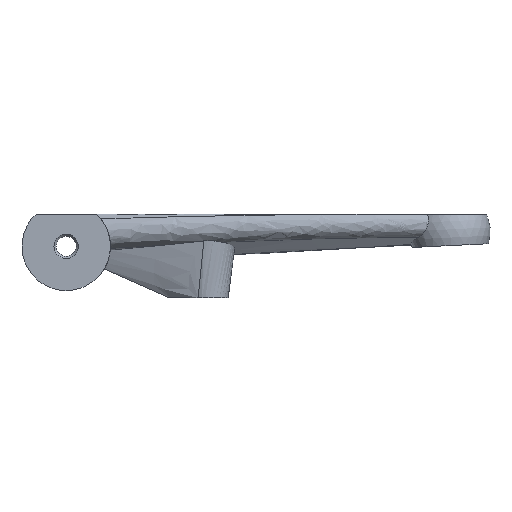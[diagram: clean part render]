
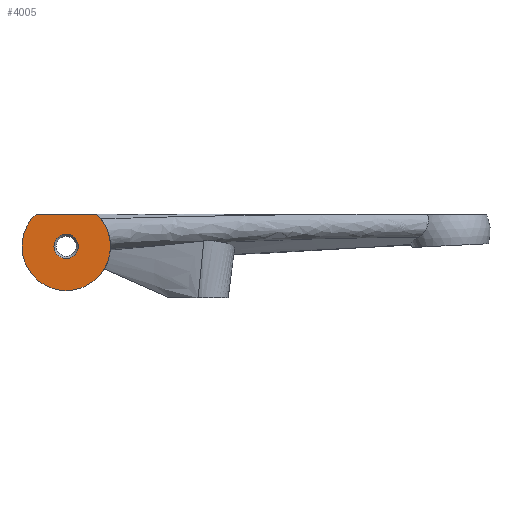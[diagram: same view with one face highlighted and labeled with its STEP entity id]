
A CAD part, front view. The second image highlights one B-rep face of the part: STEP entity #4005.
In plain terms, the highlighted planar face has unit normal (0, -1, 0).
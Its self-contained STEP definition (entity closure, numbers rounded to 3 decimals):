
#132 = CYLINDRICAL_SURFACE('',#133,6.);
#133 = AXIS2_PLACEMENT_3D('',#134,#135,#136);
#134 = CARTESIAN_POINT('',(12.,-268.05,33.));
#135 = DIRECTION('',(0.,1.,0.));
#136 = DIRECTION('',(1.,0.,0.));
#493 = PLANE('',#494);
#494 = AXIS2_PLACEMENT_3D('',#495,#496,#497);
#495 = CARTESIAN_POINT('',(7.184,-265.,37.39));
#496 = DIRECTION('',(0.001,0.,1.
    ));
#497 = DIRECTION('',(1.,0.,
    -0.001));
#1384 = VERTEX_POINT('',#1385);
#1385 = CARTESIAN_POINT('',(7.909,-282.95,37.389));
#1408 = EDGE_CURVE('',#1384,#1409,#1411,.T.);
#1409 = VERTEX_POINT('',#1410);
#1410 = CARTESIAN_POINT('',(16.104,-282.95,37.377));
#1411 = SURFACE_CURVE('',#1412,(#1416,#1423),.PCURVE_S1.);
#1412 = LINE('',#1413,#1414);
#1413 = CARTESIAN_POINT('',(9.595,-282.95,37.386));
#1414 = VECTOR('',#1415,1.);
#1415 = DIRECTION('',(1.,0.,-0.001));
#1416 = PCURVE('',#493,#1417);
#1417 = DEFINITIONAL_REPRESENTATION('',(#1418),#1422);
#1418 = LINE('',#1419,#1420);
#1419 = CARTESIAN_POINT('',(2.411,-17.95));
#1420 = VECTOR('',#1421,1.);
#1421 = DIRECTION('',(1.,0.));
#1422 = ( GEOMETRIC_REPRESENTATION_CONTEXT(2) 
PARAMETRIC_REPRESENTATION_CONTEXT() REPRESENTATION_CONTEXT('2D SPACE',''
  ) );
#1423 = PCURVE('',#1424,#1429);
#1424 = PLANE('',#1425);
#1425 = AXIS2_PLACEMENT_3D('',#1426,#1427,#1428);
#1426 = CARTESIAN_POINT('',(12.,-282.95,33.));
#1427 = DIRECTION('',(0.,1.,0.));
#1428 = DIRECTION('',(0.,0.,1.));
#1429 = DEFINITIONAL_REPRESENTATION('',(#1430),#1434);
#1430 = LINE('',#1431,#1432);
#1431 = CARTESIAN_POINT('',(4.386,-2.405));
#1432 = VECTOR('',#1433,1.);
#1433 = DIRECTION('',(-0.001,1.));
#1434 = ( GEOMETRIC_REPRESENTATION_CONTEXT(2) 
PARAMETRIC_REPRESENTATION_CONTEXT() REPRESENTATION_CONTEXT('2D SPACE',''
  ) );
#2629 = EDGE_CURVE('',#1384,#2630,#2632,.T.);
#2630 = VERTEX_POINT('',#2631);
#2631 = CARTESIAN_POINT('',(18.,-282.95,33.));
#2632 = SURFACE_CURVE('',#2633,(#2638,#2645),.PCURVE_S1.);
#2633 = CIRCLE('',#2634,6.);
#2634 = AXIS2_PLACEMENT_3D('',#2635,#2636,#2637);
#2635 = CARTESIAN_POINT('',(12.,-282.95,33.));
#2636 = DIRECTION('',(0.,-1.,0.));
#2637 = DIRECTION('',(1.,0.,0.));
#2638 = PCURVE('',#132,#2639);
#2639 = DEFINITIONAL_REPRESENTATION('',(#2640),#2644);
#2640 = LINE('',#2641,#2642);
#2641 = CARTESIAN_POINT('',(-0.,-14.9));
#2642 = VECTOR('',#2643,1.);
#2643 = DIRECTION('',(-1.,0.));
#2644 = ( GEOMETRIC_REPRESENTATION_CONTEXT(2) 
PARAMETRIC_REPRESENTATION_CONTEXT() REPRESENTATION_CONTEXT('2D SPACE',''
  ) );
#2645 = PCURVE('',#1424,#2646);
#2646 = DEFINITIONAL_REPRESENTATION('',(#2647),#2655);
#2647 = ( BOUNDED_CURVE() B_SPLINE_CURVE(2,(#2648,#2649,#2650,#2651,
#2652,#2653,#2654),.UNSPECIFIED.,.T.,.F.) B_SPLINE_CURVE_WITH_KNOTS((1,2
    ,2,2,2,1),(-2.094,0.,2.094,4.189,
6.283,8.378),.UNSPECIFIED.) CURVE() 
GEOMETRIC_REPRESENTATION_ITEM() RATIONAL_B_SPLINE_CURVE((1.,0.5,1.,0.5,
1.,0.5,1.)) REPRESENTATION_ITEM('') );
#2648 = CARTESIAN_POINT('',(0.,6.));
#2649 = CARTESIAN_POINT('',(10.392,6.));
#2650 = CARTESIAN_POINT('',(5.196,-3.));
#2651 = CARTESIAN_POINT('',(0.,-12.));
#2652 = CARTESIAN_POINT('',(-5.196,-3.));
#2653 = CARTESIAN_POINT('',(-10.392,6.));
#2654 = CARTESIAN_POINT('',(0.,6.));
#2655 = ( GEOMETRIC_REPRESENTATION_CONTEXT(2) 
PARAMETRIC_REPRESENTATION_CONTEXT() REPRESENTATION_CONTEXT('2D SPACE',''
  ) );
#2657 = EDGE_CURVE('',#2630,#1409,#2658,.T.);
#2658 = SURFACE_CURVE('',#2659,(#2664,#2671),.PCURVE_S1.);
#2659 = CIRCLE('',#2660,6.);
#2660 = AXIS2_PLACEMENT_3D('',#2661,#2662,#2663);
#2661 = CARTESIAN_POINT('',(12.,-282.95,33.));
#2662 = DIRECTION('',(0.,-1.,0.));
#2663 = DIRECTION('',(1.,0.,0.));
#2664 = PCURVE('',#132,#2665);
#2665 = DEFINITIONAL_REPRESENTATION('',(#2666),#2670);
#2666 = LINE('',#2667,#2668);
#2667 = CARTESIAN_POINT('',(-6.283,-14.9));
#2668 = VECTOR('',#2669,1.);
#2669 = DIRECTION('',(-1.,0.));
#2670 = ( GEOMETRIC_REPRESENTATION_CONTEXT(2) 
PARAMETRIC_REPRESENTATION_CONTEXT() REPRESENTATION_CONTEXT('2D SPACE',''
  ) );
#2671 = PCURVE('',#1424,#2672);
#2672 = DEFINITIONAL_REPRESENTATION('',(#2673),#2681);
#2673 = ( BOUNDED_CURVE() B_SPLINE_CURVE(2,(#2674,#2675,#2676,#2677,
#2678,#2679,#2680),.UNSPECIFIED.,.T.,.F.) B_SPLINE_CURVE_WITH_KNOTS((1,2
    ,2,2,2,1),(-2.094,0.,2.094,4.189,
6.283,8.378),.UNSPECIFIED.) CURVE() 
GEOMETRIC_REPRESENTATION_ITEM() RATIONAL_B_SPLINE_CURVE((1.,0.5,1.,0.5,
1.,0.5,1.)) REPRESENTATION_ITEM('') );
#2674 = CARTESIAN_POINT('',(0.,6.));
#2675 = CARTESIAN_POINT('',(10.392,6.));
#2676 = CARTESIAN_POINT('',(5.196,-3.));
#2677 = CARTESIAN_POINT('',(0.,-12.));
#2678 = CARTESIAN_POINT('',(-5.196,-3.));
#2679 = CARTESIAN_POINT('',(-10.392,6.));
#2680 = CARTESIAN_POINT('',(0.,6.));
#2681 = ( GEOMETRIC_REPRESENTATION_CONTEXT(2) 
PARAMETRIC_REPRESENTATION_CONTEXT() REPRESENTATION_CONTEXT('2D SPACE',''
  ) );
#4005 = ADVANCED_FACE('',(#4006,#4011),#1424,.F.);
#4006 = FACE_BOUND('',#4007,.F.);
#4007 = EDGE_LOOP('',(#4008,#4009,#4010));
#4008 = ORIENTED_EDGE('',*,*,#2657,.F.);
#4009 = ORIENTED_EDGE('',*,*,#2629,.F.);
#4010 = ORIENTED_EDGE('',*,*,#1408,.T.);
#4011 = FACE_BOUND('',#4012,.F.);
#4012 = EDGE_LOOP('',(#4013));
#4013 = ORIENTED_EDGE('',*,*,#4014,.T.);
#4014 = EDGE_CURVE('',#4015,#4015,#4017,.T.);
#4015 = VERTEX_POINT('',#4016);
#4016 = CARTESIAN_POINT('',(13.658,-282.95,33.));
#4017 = SURFACE_CURVE('',#4018,(#4023,#4034),.PCURVE_S1.);
#4018 = CIRCLE('',#4019,1.658);
#4019 = AXIS2_PLACEMENT_3D('',#4020,#4021,#4022);
#4020 = CARTESIAN_POINT('',(12.,-282.95,33.));
#4021 = DIRECTION('',(0.,-1.,0.));
#4022 = DIRECTION('',(1.,0.,0.));
#4023 = PCURVE('',#1424,#4024);
#4024 = DEFINITIONAL_REPRESENTATION('',(#4025),#4033);
#4025 = ( BOUNDED_CURVE() B_SPLINE_CURVE(2,(#4026,#4027,#4028,#4029,
#4030,#4031,#4032),.UNSPECIFIED.,.T.,.F.) B_SPLINE_CURVE_WITH_KNOTS((1,2
    ,2,2,2,1),(-2.094,0.,2.094,4.189,
6.283,8.378),.UNSPECIFIED.) CURVE() 
GEOMETRIC_REPRESENTATION_ITEM() RATIONAL_B_SPLINE_CURVE((1.,0.5,1.,0.5,
1.,0.5,1.)) REPRESENTATION_ITEM('') );
#4026 = CARTESIAN_POINT('',(0.,1.658));
#4027 = CARTESIAN_POINT('',(2.872,1.658));
#4028 = CARTESIAN_POINT('',(1.436,-0.829));
#4029 = CARTESIAN_POINT('',(0.,-3.316));
#4030 = CARTESIAN_POINT('',(-1.436,-0.829));
#4031 = CARTESIAN_POINT('',(-2.872,1.658));
#4032 = CARTESIAN_POINT('',(0.,1.658));
#4033 = ( GEOMETRIC_REPRESENTATION_CONTEXT(2) 
PARAMETRIC_REPRESENTATION_CONTEXT() REPRESENTATION_CONTEXT('2D SPACE',''
  ) );
#4034 = PCURVE('',#4035,#4040);
#4035 = CONICAL_SURFACE('',#4036,1.35,0.698);
#4036 = AXIS2_PLACEMENT_3D('',#4037,#4038,#4039);
#4037 = CARTESIAN_POINT('',(12.,-282.583,33.));
#4038 = DIRECTION('',(0.,-1.,0.));
#4039 = DIRECTION('',(1.,0.,0.));
#4040 = DEFINITIONAL_REPRESENTATION('',(#4041),#4045);
#4041 = LINE('',#4042,#4043);
#4042 = CARTESIAN_POINT('',(-6.283,0.367));
#4043 = VECTOR('',#4044,1.);
#4044 = DIRECTION('',(1.,-0.));
#4045 = ( GEOMETRIC_REPRESENTATION_CONTEXT(2) 
PARAMETRIC_REPRESENTATION_CONTEXT() REPRESENTATION_CONTEXT('2D SPACE',''
  ) );
